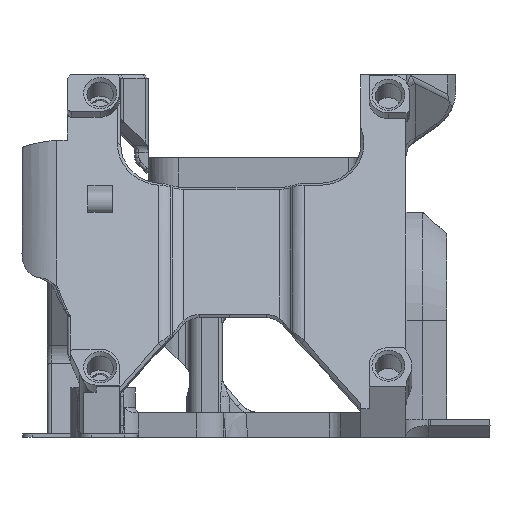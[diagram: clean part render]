
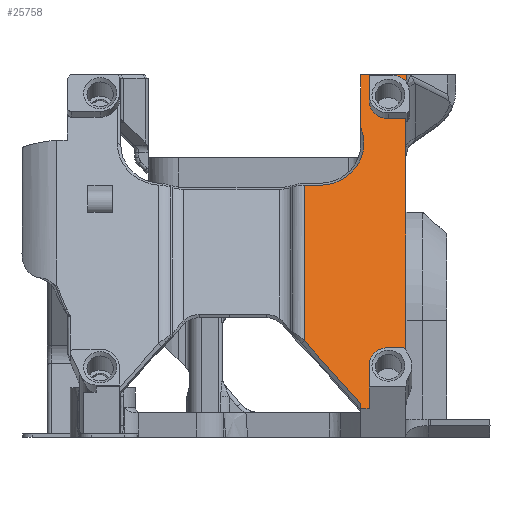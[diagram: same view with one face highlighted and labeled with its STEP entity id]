
A CAD part, left-side view. The second image highlights one B-rep face of the part: STEP entity #25758.
In plain terms, the highlighted planar face has unit normal (-0.94, 0, 0.342).
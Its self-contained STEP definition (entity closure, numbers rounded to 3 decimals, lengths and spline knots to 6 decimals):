
#744=PLANE('',#27813);
#1611=LINE('',#44988,#3340);
#1618=LINE('',#45085,#3347);
#1619=LINE('',#45087,#3348);
#1622=LINE('',#45095,#3351);
#1624=LINE('',#45099,#3353);
#1677=LINE('',#45296,#3406);
#1678=LINE('',#45297,#3407);
#1711=LINE('',#45479,#3440);
#1917=LINE('',#47972,#3646);
#1928=LINE('',#48006,#3657);
#1929=LINE('',#48008,#3658);
#1930=LINE('',#48009,#3659);
#1931=LINE('',#48010,#3660);
#1932=LINE('',#48012,#3661);
#3340=VECTOR('',#31410,1.);
#3347=VECTOR('',#31429,1.);
#3348=VECTOR('',#31432,1.);
#3351=VECTOR('',#31441,1.);
#3353=VECTOR('',#31445,1.);
#3406=VECTOR('',#31628,1.);
#3407=VECTOR('',#31629,1.);
#3440=VECTOR('',#31760,1.);
#3646=VECTOR('',#32526,1.);
#3657=VECTOR('',#32551,1.);
#3658=VECTOR('',#32554,1.);
#3659=VECTOR('',#32555,1.);
#3660=VECTOR('',#32556,1.);
#3661=VECTOR('',#32557,1.);
#5129=CIRCLE('',#27398,0.0005);
#5132=CIRCLE('',#27403,0.00235);
#5133=CIRCLE('',#27405,0.002);
#5134=CIRCLE('',#27409,0.00235);
#5147=CIRCLE('',#27446,0.002536);
#5305=CIRCLE('',#27808,0.0054);
#9899=ORIENTED_EDGE('',*,*,#15365,.F.);
#9900=ORIENTED_EDGE('',*,*,#15269,.F.);
#9901=ORIENTED_EDGE('',*,*,#15267,.T.);
#9902=ORIENTED_EDGE('',*,*,#15265,.T.);
#9903=ORIENTED_EDGE('',*,*,#15264,.T.);
#9904=ORIENTED_EDGE('',*,*,#15261,.T.);
#9905=ORIENTED_EDGE('',*,*,#15364,.T.);
#9906=ORIENTED_EDGE('',*,*,#15258,.F.);
#9907=ORIENTED_EDGE('',*,*,#15919,.F.);
#9908=ORIENTED_EDGE('',*,*,#15935,.T.);
#9909=ORIENTED_EDGE('',*,*,#15922,.T.);
#9910=ORIENTED_EDGE('',*,*,#15936,.F.);
#9911=ORIENTED_EDGE('',*,*,#15428,.F.);
#9912=ORIENTED_EDGE('',*,*,#15934,.F.);
#9913=ORIENTED_EDGE('',*,*,#15937,.F.);
#9914=ORIENTED_EDGE('',*,*,#15938,.T.);
#9915=ORIENTED_EDGE('',*,*,#15271,.T.);
#9916=ORIENTED_EDGE('',*,*,#15256,.T.);
#9917=ORIENTED_EDGE('',*,*,#15251,.F.);
#9918=ORIENTED_EDGE('',*,*,#15247,.T.);
#9919=ORIENTED_EDGE('',*,*,#15318,.F.);
#15247=EDGE_CURVE('',#18656,#18657,#5129,.T.);
#15251=EDGE_CURVE('',#18656,#18660,#1611,.T.);
#15256=EDGE_CURVE('',#18662,#18660,#5132,.T.);
#15258=EDGE_CURVE('',#18664,#18665,#20594,.T.);
#15261=EDGE_CURVE('',#18667,#18666,#5133,.T.);
#15264=EDGE_CURVE('',#18668,#18667,#1618,.T.);
#15265=EDGE_CURVE('',#18669,#18668,#1619,.T.);
#15267=EDGE_CURVE('',#18670,#18669,#5134,.T.);
#15269=EDGE_CURVE('',#18670,#18671,#1622,.T.);
#15271=EDGE_CURVE('',#18672,#18662,#1624,.T.);
#15318=EDGE_CURVE('',#18704,#18657,#5147,.T.);
#15364=EDGE_CURVE('',#18666,#18665,#1677,.T.);
#15365=EDGE_CURVE('',#18671,#18704,#1678,.T.);
#15428=EDGE_CURVE('',#18655,#18769,#1711,.T.);
#15919=EDGE_CURVE('',#19059,#18664,#1917,.T.);
#15922=EDGE_CURVE('',#19063,#19062,#5305,.T.);
#15934=EDGE_CURVE('',#19071,#18655,#1928,.T.);
#15935=EDGE_CURVE('',#19059,#19063,#1929,.T.);
#15936=EDGE_CURVE('',#18769,#19062,#1930,.T.);
#15937=EDGE_CURVE('',#19072,#19071,#1931,.T.);
#15938=EDGE_CURVE('',#19072,#18672,#1932,.T.);
#18655=VERTEX_POINT('',#44962);
#18656=VERTEX_POINT('',#44980);
#18657=VERTEX_POINT('',#44981);
#18660=VERTEX_POINT('',#44989);
#18662=VERTEX_POINT('',#44995);
#18664=VERTEX_POINT('',#45066);
#18665=VERTEX_POINT('',#45071);
#18666=VERTEX_POINT('',#45078);
#18667=VERTEX_POINT('',#45080);
#18668=VERTEX_POINT('',#45084);
#18669=VERTEX_POINT('',#45088);
#18670=VERTEX_POINT('',#45092);
#18671=VERTEX_POINT('',#45096);
#18672=VERTEX_POINT('',#45100);
#18704=VERTEX_POINT('',#45198);
#18769=VERTEX_POINT('',#45480);
#19059=VERTEX_POINT('',#47971);
#19062=VERTEX_POINT('',#47978);
#19063=VERTEX_POINT('',#47980);
#19071=VERTEX_POINT('',#48005);
#19072=VERTEX_POINT('',#48011);
#20594=B_SPLINE_CURVE_WITH_KNOTS('',3,(#45067,#45068,#45069,#45070),
 .UNSPECIFIED.,.F.,.F.,(4,4),(-0.000025,0.000759),
 .UNSPECIFIED.);
#21962=EDGE_LOOP('',(#9899,#9900,#9901,#9902,#9903,#9904,#9905,#9906,#9907,
#9908,#9909,#9910,#9911,#9912,#9913,#9914,#9915,#9916,#9917,#9918,#9919));
#23620=FACE_BOUND('',#21962,.T.);
#25758=ADVANCED_FACE('',(#23620),#744,.T.);
#27398=AXIS2_PLACEMENT_3D('',#44979,#31402,#31403);
#27403=AXIS2_PLACEMENT_3D('',#44998,#31418,#31419);
#27405=AXIS2_PLACEMENT_3D('',#45079,#31423,#31424);
#27409=AXIS2_PLACEMENT_3D('',#45091,#31436,#31437);
#27446=AXIS2_PLACEMENT_3D('',#45199,#31542,#31543);
#27808=AXIS2_PLACEMENT_3D('',#47979,#32532,#32533);
#27813=AXIS2_PLACEMENT_3D('',#48007,#32552,#32553);
#31402=DIRECTION('',(0.94,0.,-0.342));
#31403=DIRECTION('',(0.342,0.,0.94));
#31410=DIRECTION('',(0.,1.,0.));
#31418=DIRECTION('',(0.94,0.,-0.342));
#31419=DIRECTION('',(0.342,0.,0.94));
#31423=DIRECTION('',(0.94,0.,-0.342));
#31424=DIRECTION('',(0.342,0.,0.94));
#31429=DIRECTION('',(0.,-1.,0.));
#31432=DIRECTION('',(0.342,0.,0.94));
#31436=DIRECTION('',(0.94,0.,-0.342));
#31437=DIRECTION('',(0.342,0.,0.94));
#31441=DIRECTION('',(0.,-1.,0.));
#31445=DIRECTION('',(0.342,0.,0.94));
#31542=DIRECTION('',(0.94,0.,-0.342));
#31543=DIRECTION('',(0.342,0.,0.94));
#31628=DIRECTION('',(0.342,0.,0.94));
#31629=DIRECTION('',(-0.342,0.,-0.94));
#31760=DIRECTION('',(0.342,0.,0.94));
#32526=DIRECTION('',(0.,-1.,0.));
#32532=DIRECTION('',(0.94,0.,-0.342));
#32533=DIRECTION('',(0.342,0.,0.94));
#32551=DIRECTION('',(0.262,0.643,0.72));
#32552=DIRECTION('',(-0.94,0.,0.342));
#32553=DIRECTION('',(-0.342,0.,-0.94));
#32554=DIRECTION('',(-0.342,0.,-0.94));
#32555=DIRECTION('',(0.,-1.,0.));
#32556=DIRECTION('',(0.342,0.,0.94));
#32557=DIRECTION('',(0.,-1.,0.));
#44962=CARTESIAN_POINT('',(-0.141708,0.018828,0.011704));
#44979=CARTESIAN_POINT('',(-0.14243,0.007,0.009722));
#44980=CARTESIAN_POINT('',(-0.142259,0.007,0.010192));
#44981=CARTESIAN_POINT('',(-0.142361,0.006543,0.009912));
#44988=CARTESIAN_POINT('',(-0.142259,0.006125,0.010192));
#44989=CARTESIAN_POINT('',(-0.142259,0.008625,0.010192));
#44995=CARTESIAN_POINT('',(-0.143062,0.010975,0.007983));
#44998=CARTESIAN_POINT('',(-0.143062,0.008625,0.007983));
#45066=CARTESIAN_POINT('',(-0.129953,0.006465,0.044));
#45067=CARTESIAN_POINT('',(-0.129953,0.006465,0.044));
#45068=CARTESIAN_POINT('',(-0.130043,0.006481,0.043755));
#45069=CARTESIAN_POINT('',(-0.130132,0.006499,0.04351));
#45070=CARTESIAN_POINT('',(-0.130221,0.0065,0.043264));
#45071=CARTESIAN_POINT('',(-0.130221,0.0065,0.043264));
#45078=CARTESIAN_POINT('',(-0.130522,0.0065,0.042438));
#45079=CARTESIAN_POINT('',(-0.130921,0.008125,0.041342));
#45080=CARTESIAN_POINT('',(-0.130237,0.008125,0.043222));
#45084=CARTESIAN_POINT('',(-0.130237,0.010975,0.043222));
#45085=CARTESIAN_POINT('',(-0.130237,0.006125,0.043222));
#45087=CARTESIAN_POINT('',(-0.12364,0.010975,0.061346));
#45088=CARTESIAN_POINT('',(-0.131092,0.010975,0.040873));
#45091=CARTESIAN_POINT('',(-0.131092,0.008625,0.040873));
#45092=CARTESIAN_POINT('',(-0.131895,0.008625,0.038664));
#45095=CARTESIAN_POINT('',(-0.131895,0.006125,0.038664));
#45096=CARTESIAN_POINT('',(-0.131895,0.0065,0.038664));
#45099=CARTESIAN_POINT('',(-0.12364,0.010975,0.061346));
#45100=CARTESIAN_POINT('',(-0.144704,0.010975,0.003473));
#45198=CARTESIAN_POINT('',(-0.142392,0.0065,0.009826));
#45199=CARTESIAN_POINT('',(-0.14201,0.004223,0.010875));
#45296=CARTESIAN_POINT('',(-0.143233,0.0065,0.007513));
#45297=CARTESIAN_POINT('',(-0.136618,0.0065,0.025688));
#45479=CARTESIAN_POINT('',(-0.14325,0.018828,0.007468));
#45480=CARTESIAN_POINT('',(-0.134836,0.018828,0.030585));
#47971=CARTESIAN_POINT('',(-0.129953,0.012,0.044));
#47972=CARTESIAN_POINT('',(-0.129953,0.004696,0.044));
#47978=CARTESIAN_POINT('',(-0.134836,0.017,0.030585));
#47979=CARTESIAN_POINT('',(-0.132989,0.017,0.035659));
#47980=CARTESIAN_POINT('',(-0.132292,0.012,0.037576));
#48005=CARTESIAN_POINT('',(-0.144491,0.012,0.004057));
#48006=CARTESIAN_POINT('',(-0.140731,0.021225,0.014388));
#48007=CARTESIAN_POINT('',(-0.143233,0.043625,0.007513));
#48008=CARTESIAN_POINT('',(-0.143233,0.012,0.007513));
#48009=CARTESIAN_POINT('',(-0.134836,0.027711,0.030585));
#48010=CARTESIAN_POINT('',(-0.139529,0.012,0.017691));
#48011=CARTESIAN_POINT('',(-0.144704,0.012,0.003473));
#48012=CARTESIAN_POINT('',(-0.144704,0.026125,0.003473));
